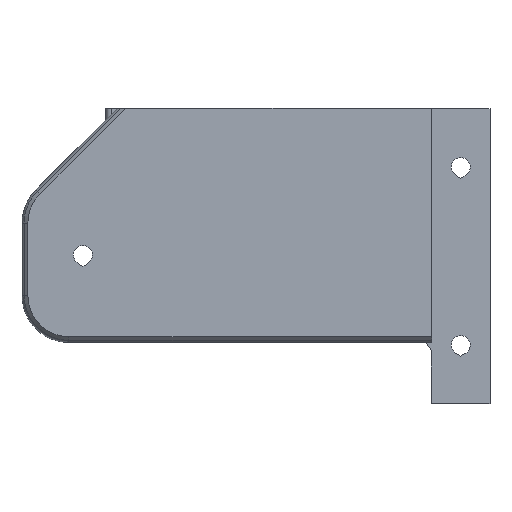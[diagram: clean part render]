
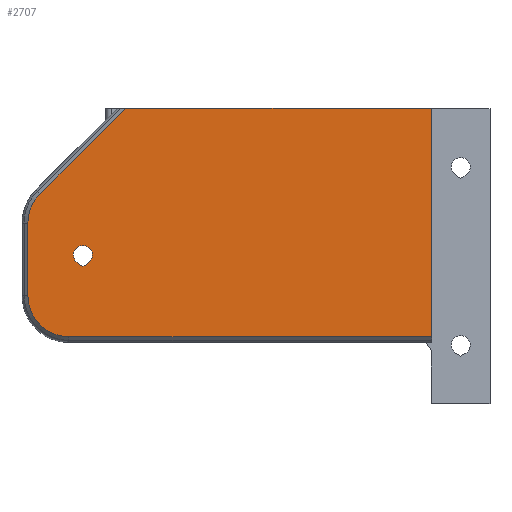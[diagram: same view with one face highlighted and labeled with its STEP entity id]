
A CAD part, top view. The second image highlights one B-rep face of the part: STEP entity #2707.
In plain terms, the highlighted planar face has unit normal (0, 0, 1).
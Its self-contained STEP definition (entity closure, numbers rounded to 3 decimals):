
#51=FACE_BOUND('',#363,.T.);
#69=CIRCLE('',#2883,1.625);
#70=CIRCLE('',#2885,7.);
#71=CIRCLE('',#2886,7.);
#201=FACE_OUTER_BOUND('',#362,.T.);
#362=EDGE_LOOP('',(#1807,#1808,#1809,#1810,#1811,#1812,#1813));
#363=EDGE_LOOP('',(#1814,#1815,#1816));
#537=LINE('',#3963,#838);
#541=LINE('',#3971,#842);
#544=LINE('',#3981,#845);
#545=LINE('',#3983,#846);
#546=LINE('',#3985,#847);
#547=LINE('',#3987,#848);
#548=LINE('',#3991,#849);
#838=VECTOR('',#3142,10.);
#842=VECTOR('',#3148,10.);
#845=VECTOR('',#3159,10.);
#846=VECTOR('',#3160,10.);
#847=VECTOR('',#3161,10.);
#848=VECTOR('',#3162,10.);
#849=VECTOR('',#3165,10.);
#1139=VERTEX_POINT('',#3961);
#1140=VERTEX_POINT('',#3962);
#1143=VERTEX_POINT('',#3970);
#1145=VERTEX_POINT('',#3979);
#1146=VERTEX_POINT('',#3980);
#1147=VERTEX_POINT('',#3982);
#1148=VERTEX_POINT('',#3984);
#1149=VERTEX_POINT('',#3986);
#1150=VERTEX_POINT('',#3988);
#1151=VERTEX_POINT('',#3990);
#1390=EDGE_CURVE('',#1139,#1140,#537,.T.);
#1394=EDGE_CURVE('',#1143,#1139,#541,.T.);
#1398=EDGE_CURVE('',#1140,#1143,#69,.T.);
#1399=EDGE_CURVE('',#1145,#1146,#544,.T.);
#1400=EDGE_CURVE('',#1147,#1146,#545,.T.);
#1401=EDGE_CURVE('',#1148,#1147,#546,.T.);
#1402=EDGE_CURVE('',#1148,#1149,#547,.T.);
#1403=EDGE_CURVE('',#1149,#1150,#70,.T.);
#1404=EDGE_CURVE('',#1150,#1151,#548,.T.);
#1405=EDGE_CURVE('',#1151,#1145,#71,.T.);
#1807=ORIENTED_EDGE('',*,*,#1399,.T.);
#1808=ORIENTED_EDGE('',*,*,#1400,.F.);
#1809=ORIENTED_EDGE('',*,*,#1401,.F.);
#1810=ORIENTED_EDGE('',*,*,#1402,.T.);
#1811=ORIENTED_EDGE('',*,*,#1403,.T.);
#1812=ORIENTED_EDGE('',*,*,#1404,.T.);
#1813=ORIENTED_EDGE('',*,*,#1405,.T.);
#1814=ORIENTED_EDGE('',*,*,#1394,.F.);
#1815=ORIENTED_EDGE('',*,*,#1398,.F.);
#1816=ORIENTED_EDGE('',*,*,#1390,.F.);
#2607=PLANE('',#2884);
#2707=ADVANCED_FACE('',(#201,#51),#2607,.F.);
#2883=AXIS2_PLACEMENT_3D('',#3977,#3155,#3156);
#2884=AXIS2_PLACEMENT_3D('',#3978,#3157,#3158);
#2885=AXIS2_PLACEMENT_3D('',#3989,#3163,#3164);
#2886=AXIS2_PLACEMENT_3D('',#3992,#3166,#3167);
#3142=DIRECTION('',(0.801,0.599,0.));
#3148=DIRECTION('',(0.801,-0.598,0.));
#3155=DIRECTION('center_axis',(0.,0.,1.));
#3156=DIRECTION('ref_axis',(1.,0.,0.));
#3157=DIRECTION('center_axis',(0.,0.,-1.));
#3158=DIRECTION('ref_axis',(1.,0.,0.));
#3159=DIRECTION('',(1.,0.,0.));
#3160=DIRECTION('',(0.,-1.,0.));
#3161=DIRECTION('',(1.,0.,0.));
#3162=DIRECTION('',(-0.707,-0.707,0.));
#3163=DIRECTION('center_axis',(0.,0.,1.));
#3164=DIRECTION('ref_axis',(-0.707,0.707,0.));
#3165=DIRECTION('',(0.,-1.,0.));
#3166=DIRECTION('center_axis',(0.,0.,1.));
#3167=DIRECTION('ref_axis',(-0.707,-0.707,0.));
#3961=CARTESIAN_POINT('',(206.011,24.974,-45.772));
#3962=CARTESIAN_POINT('',(206.983,25.7,-45.772));
#3963=CARTESIAN_POINT('',(209.645,27.689,-45.772));
#3970=CARTESIAN_POINT('',(205.038,25.7,-45.772));
#3971=CARTESIAN_POINT('',(196.179,32.312,-45.772));
#3977=CARTESIAN_POINT('Origin',(206.01,27.002,-45.772));
#3978=CARTESIAN_POINT('Origin',(195.599,52.043,-45.772));
#3979=CARTESIAN_POINT('',(203.599,13.043,-45.772));
#3980=CARTESIAN_POINT('',(265.599,13.043,-45.772));
#3981=CARTESIAN_POINT('',(229.349,13.043,-45.772));
#3982=CARTESIAN_POINT('',(265.599,52.043,-45.772));
#3983=CARTESIAN_POINT('',(265.599,52.043,-45.772));
#3984=CARTESIAN_POINT('',(213.297,52.043,-45.772));
#3985=CARTESIAN_POINT('',(195.599,52.043,-45.772));
#3986=CARTESIAN_POINT('',(198.649,37.394,-45.772));
#3987=CARTESIAN_POINT('',(208.519,47.264,-45.772));
#3988=CARTESIAN_POINT('',(196.599,32.444,-45.772));
#3989=CARTESIAN_POINT('Origin',(203.599,32.444,-45.772));
#3990=CARTESIAN_POINT('',(196.599,20.043,-45.772));
#3991=CARTESIAN_POINT('',(196.599,52.043,-45.772));
#3992=CARTESIAN_POINT('Origin',(203.599,20.043,-45.772));
